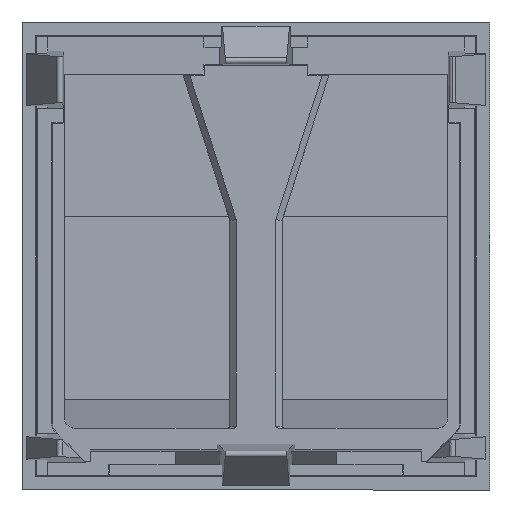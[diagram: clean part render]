
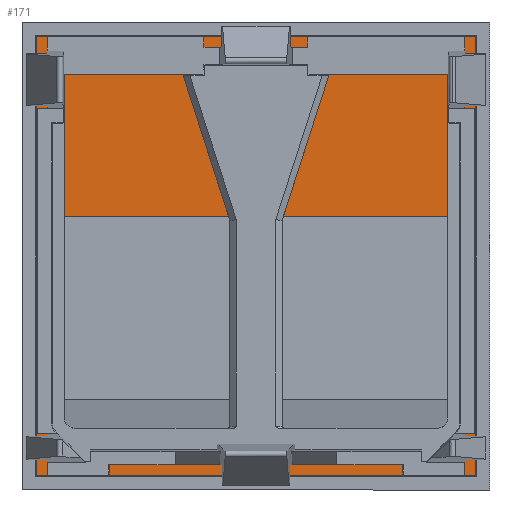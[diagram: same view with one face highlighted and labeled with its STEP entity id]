
A CAD part, front view. The second image highlights one B-rep face of the part: STEP entity #171.
In plain terms, the highlighted planar face has unit normal (0, -1, 0).
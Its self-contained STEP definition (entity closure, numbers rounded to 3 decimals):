
#19=FACE_BOUND('',#586,.T.);
#20=FACE_BOUND('',#587,.T.);
#171=ADVANCED_FACE('',(#376,#19,#20),#3504,.T.);
#376=FACE_OUTER_BOUND('',#585,.T.);
#585=EDGE_LOOP('',(#1495,#1496,#1497,#1498));
#586=EDGE_LOOP('',(#1499,#1500,#1501,#1502,#1503,#1504));
#587=EDGE_LOOP('',(#1505,#1506,#1507,#1508,#1509,#1510));
#1495=ORIENTED_EDGE('',*,*,#2242,.F.);
#1496=ORIENTED_EDGE('',*,*,#2243,.F.);
#1497=ORIENTED_EDGE('',*,*,#2239,.F.);
#1498=ORIENTED_EDGE('',*,*,#2244,.F.);
#1499=ORIENTED_EDGE('',*,*,#2256,.F.);
#1500=ORIENTED_EDGE('',*,*,#2249,.T.);
#1501=ORIENTED_EDGE('',*,*,#2250,.T.);
#1502=ORIENTED_EDGE('',*,*,#2248,.T.);
#1503=ORIENTED_EDGE('',*,*,#2252,.T.);
#1504=ORIENTED_EDGE('',*,*,#2251,.T.);
#1505=ORIENTED_EDGE('',*,*,#2255,.F.);
#1506=ORIENTED_EDGE('',*,*,#2247,.T.);
#1507=ORIENTED_EDGE('',*,*,#2246,.T.);
#1508=ORIENTED_EDGE('',*,*,#2245,.T.);
#1509=ORIENTED_EDGE('',*,*,#2253,.T.);
#1510=ORIENTED_EDGE('',*,*,#2254,.T.);
#2239=EDGE_CURVE('',#3255,#3254,#2877,.T.);
#2242=EDGE_CURVE('',#3256,#3257,#2880,.T.);
#2243=EDGE_CURVE('',#3254,#3256,#2881,.T.);
#2244=EDGE_CURVE('',#3257,#3255,#2882,.T.);
#2245=EDGE_CURVE('',#3258,#3259,#2883,.T.);
#2246=EDGE_CURVE('',#3261,#3258,#2884,.T.);
#2247=EDGE_CURVE('',#3260,#3261,#2885,.T.);
#2248=EDGE_CURVE('',#3262,#3263,#2886,.T.);
#2249=EDGE_CURVE('',#3265,#3264,#2887,.T.);
#2250=EDGE_CURVE('',#3264,#3262,#2888,.T.);
#2251=EDGE_CURVE('',#3267,#3266,#2889,.T.);
#2252=EDGE_CURVE('',#3263,#3267,#2890,.T.);
#2253=EDGE_CURVE('',#3259,#3268,#2891,.T.);
#2254=EDGE_CURVE('',#3268,#3269,#2892,.T.);
#2255=EDGE_CURVE('',#3260,#3269,#2893,.T.);
#2256=EDGE_CURVE('',#3265,#3266,#2894,.T.);
#2877=B_SPLINE_CURVE_WITH_KNOTS('',1,(#6102,#6103),.UNSPECIFIED.,.F.,.F.,
(2,2),(-42.271,0.),.UNSPECIFIED.);
#2880=B_SPLINE_CURVE_WITH_KNOTS('',1,(#6108,#6109),.UNSPECIFIED.,.F.,.F.,
(2,2),(78.137,120.407),.UNSPECIFIED.);
#2881=B_SPLINE_CURVE_WITH_KNOTS('',1,(#6110,#6111),.UNSPECIFIED.,.F.,.F.,
(2,2),(-84.542,-42.271),.UNSPECIFIED.);
#2882=B_SPLINE_CURVE_WITH_KNOTS('',1,(#6112,#6113),.UNSPECIFIED.,.F.,.F.,
(2,2),(-169.083,-126.813),.UNSPECIFIED.);
#2883=B_SPLINE_CURVE_WITH_KNOTS('',1,(#6114,#6115),.UNSPECIFIED.,.F.,.F.,
(2,2),(-4.514,0.),.UNSPECIFIED.);
#2884=B_SPLINE_CURVE_WITH_KNOTS('',1,(#6116,#6117),.UNSPECIFIED.,.F.,.F.,
(2,2),(34.9,50.9),.UNSPECIFIED.);
#2885=B_SPLINE_CURVE_WITH_KNOTS('',1,(#6118,#6119),.UNSPECIFIED.,.F.,.F.,
(2,2),(0.,4.514),.UNSPECIFIED.);
#2886=B_SPLINE_CURVE_WITH_KNOTS('',1,(#6120,#6121),.UNSPECIFIED.,.F.,.F.,
(2,2),(0.,4.514),.UNSPECIFIED.);
#2887=B_SPLINE_CURVE_WITH_KNOTS('',1,(#6122,#6123),.UNSPECIFIED.,.F.,.F.,
(2,2),(-4.514,0.),.UNSPECIFIED.);
#2888=B_SPLINE_CURVE_WITH_KNOTS('',1,(#6124,#6125),.UNSPECIFIED.,.F.,.F.,
(2,2),(34.9,50.9),.UNSPECIFIED.);
#2889=B_SPLINE_CURVE_WITH_KNOTS('',1,(#6126,#6127),.UNSPECIFIED.,.F.,.F.,
(2,2),(69.8,85.8),.UNSPECIFIED.);
#2890=B_SPLINE_CURVE_WITH_KNOTS('',1,(#6128,#6129),.UNSPECIFIED.,.F.,.F.,
(2,2),(0.,14.386),.UNSPECIFIED.);
#2891=B_SPLINE_CURVE_WITH_KNOTS('',1,(#6130,#6131),.UNSPECIFIED.,.F.,.F.,
(2,2),(0.,14.386),.UNSPECIFIED.);
#2892=B_SPLINE_CURVE_WITH_KNOTS('',1,(#6132,#6133),.UNSPECIFIED.,.F.,.F.,
(2,2),(69.8,85.8),.UNSPECIFIED.);
#2893=B_SPLINE_CURVE_WITH_KNOTS('',1,(#6134,#6135),.UNSPECIFIED.,.F.,.F.,
(2,2),(-14.386,0.),.UNSPECIFIED.);
#2894=B_SPLINE_CURVE_WITH_KNOTS('',1,(#6136,#6137),.UNSPECIFIED.,.F.,.F.,
(2,2),(-14.386,0.),.UNSPECIFIED.);
#3254=VERTEX_POINT('',#5970);
#3255=VERTEX_POINT('',#5971);
#3256=VERTEX_POINT('',#5972);
#3257=VERTEX_POINT('',#5973);
#3258=VERTEX_POINT('',#5974);
#3259=VERTEX_POINT('',#5975);
#3260=VERTEX_POINT('',#5976);
#3261=VERTEX_POINT('',#5977);
#3262=VERTEX_POINT('',#5978);
#3263=VERTEX_POINT('',#5979);
#3264=VERTEX_POINT('',#5980);
#3265=VERTEX_POINT('',#5981);
#3266=VERTEX_POINT('',#5982);
#3267=VERTEX_POINT('',#5983);
#3268=VERTEX_POINT('',#5984);
#3269=VERTEX_POINT('',#5985);
#3504=PLANE('',#3840);
#3840=AXIS2_PLACEMENT_3D('',#5827,#4005,$);
#4005=DIRECTION('',(0.,-1.,0.));
#5827=CARTESIAN_POINT('',(-21.135,-1.6,43.557));
#5970=CARTESIAN_POINT('',(-21.135,-1.6,43.557));
#5971=CARTESIAN_POINT('',(-21.135,-1.6,1.286));
#5972=CARTESIAN_POINT('',(21.135,-1.6,43.557));
#5973=CARTESIAN_POINT('',(21.135,-1.6,1.286));
#5974=CARTESIAN_POINT('',(-18.5,-1.6,4.121));
#5975=CARTESIAN_POINT('',(-18.5,-1.6,8.635));
#5976=CARTESIAN_POINT('',(-2.5,-1.6,8.635));
#5977=CARTESIAN_POINT('',(-2.5,-1.6,4.121));
#5978=CARTESIAN_POINT('',(2.5,-1.6,4.121));
#5979=CARTESIAN_POINT('',(2.5,-1.6,8.635));
#5980=CARTESIAN_POINT('',(18.5,-1.6,4.121));
#5981=CARTESIAN_POINT('',(18.5,-1.6,8.635));
#5982=CARTESIAN_POINT('',(18.5,-1.6,23.021));
#5983=CARTESIAN_POINT('',(2.5,-1.6,23.021));
#5984=CARTESIAN_POINT('',(-18.5,-1.6,23.021));
#5985=CARTESIAN_POINT('',(-2.5,-1.6,23.021));
#6102=CARTESIAN_POINT('',(-21.135,-1.6,1.286));
#6103=CARTESIAN_POINT('',(-21.135,-1.6,43.557));
#6108=CARTESIAN_POINT('',(21.135,-1.6,43.557));
#6109=CARTESIAN_POINT('',(21.135,-1.6,1.286));
#6110=CARTESIAN_POINT('',(-21.135,-1.6,43.557));
#6111=CARTESIAN_POINT('',(21.135,-1.6,43.557));
#6112=CARTESIAN_POINT('',(21.135,-1.6,1.286));
#6113=CARTESIAN_POINT('',(-21.135,-1.6,1.286));
#6114=CARTESIAN_POINT('',(-18.5,-1.6,4.121));
#6115=CARTESIAN_POINT('',(-18.5,-1.6,8.635));
#6116=CARTESIAN_POINT('',(-2.5,-1.6,4.121));
#6117=CARTESIAN_POINT('',(-18.5,-1.6,4.121));
#6118=CARTESIAN_POINT('',(-2.5,-1.6,8.635));
#6119=CARTESIAN_POINT('',(-2.5,-1.6,4.121));
#6120=CARTESIAN_POINT('',(2.5,-1.6,4.121));
#6121=CARTESIAN_POINT('',(2.5,-1.6,8.635));
#6122=CARTESIAN_POINT('',(18.5,-1.6,8.635));
#6123=CARTESIAN_POINT('',(18.5,-1.6,4.121));
#6124=CARTESIAN_POINT('',(18.5,-1.6,4.121));
#6125=CARTESIAN_POINT('',(2.5,-1.6,4.121));
#6126=CARTESIAN_POINT('',(2.5,-1.6,23.021));
#6127=CARTESIAN_POINT('',(18.5,-1.6,23.021));
#6128=CARTESIAN_POINT('',(2.5,-1.6,8.635));
#6129=CARTESIAN_POINT('',(2.5,-1.6,23.021));
#6130=CARTESIAN_POINT('',(-18.5,-1.6,8.635));
#6131=CARTESIAN_POINT('',(-18.5,-1.6,23.021));
#6132=CARTESIAN_POINT('',(-18.5,-1.6,23.021));
#6133=CARTESIAN_POINT('',(-2.5,-1.6,23.021));
#6134=CARTESIAN_POINT('',(-2.5,-1.6,8.635));
#6135=CARTESIAN_POINT('',(-2.5,-1.6,23.021));
#6136=CARTESIAN_POINT('',(18.5,-1.6,8.635));
#6137=CARTESIAN_POINT('',(18.5,-1.6,23.021));
